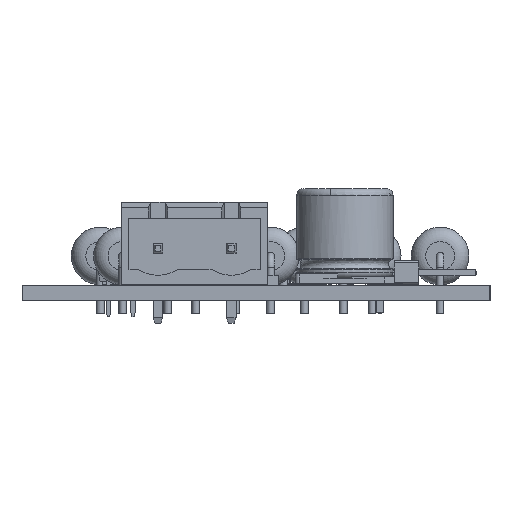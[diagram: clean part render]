
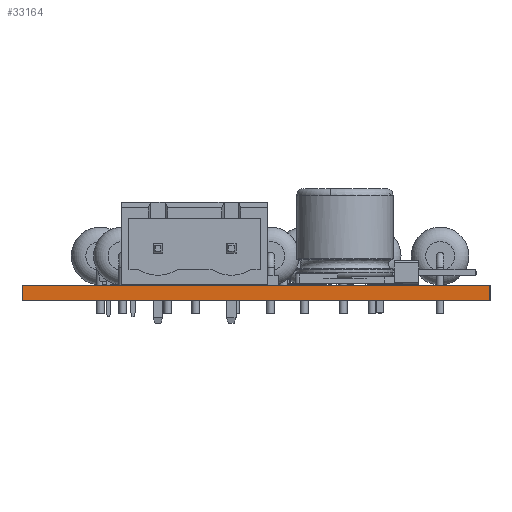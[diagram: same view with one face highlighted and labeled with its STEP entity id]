
A CAD part, left-side view. The second image highlights one B-rep face of the part: STEP entity #33164.
In plain terms, the highlighted planar face has unit normal (-1, 0, 0).
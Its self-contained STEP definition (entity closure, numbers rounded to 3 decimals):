
#32983 = PLANE('',#32984);
#32984 = AXIS2_PLACEMENT_3D('',#32985,#32986,#32987);
#32985 = CARTESIAN_POINT('',(182.016,-135.026,0.));
#32986 = DIRECTION('',(0.,-1.,0.));
#32987 = DIRECTION('',(-1.,0.,0.));
#33008 = VERTEX_POINT('',#33009);
#33009 = CARTESIAN_POINT('',(66.548,-135.026,1.6));
#33023 = PLANE('',#33024);
#33024 = AXIS2_PLACEMENT_3D('',#33025,#33026,#33027);
#33025 = CARTESIAN_POINT('',(124.282,-110.719,1.6));
#33026 = DIRECTION('',(0.,0.,-1.));
#33027 = DIRECTION('',(-1.,0.,0.));
#33035 = EDGE_CURVE('',#33036,#33008,#33038,.T.);
#33036 = VERTEX_POINT('',#33037);
#33037 = CARTESIAN_POINT('',(66.548,-135.026,0.));
#33038 = SURFACE_CURVE('',#33039,(#33043,#33050),.PCURVE_S1.);
#33039 = LINE('',#33040,#33041);
#33040 = CARTESIAN_POINT('',(66.548,-135.026,0.));
#33041 = VECTOR('',#33042,1.);
#33042 = DIRECTION('',(0.,0.,1.));
#33043 = PCURVE('',#32983,#33044);
#33044 = DEFINITIONAL_REPRESENTATION('',(#33045),#33049);
#33045 = LINE('',#33046,#33047);
#33046 = CARTESIAN_POINT('',(115.468,0.));
#33047 = VECTOR('',#33048,1.);
#33048 = DIRECTION('',(0.,-1.));
#33049 = ( GEOMETRIC_REPRESENTATION_CONTEXT(2) 
PARAMETRIC_REPRESENTATION_CONTEXT() REPRESENTATION_CONTEXT('2D SPACE',''
  ) );
#33050 = PCURVE('',#33051,#33056);
#33051 = PLANE('',#33052);
#33052 = AXIS2_PLACEMENT_3D('',#33053,#33054,#33055);
#33053 = CARTESIAN_POINT('',(66.548,-135.026,0.));
#33054 = DIRECTION('',(-1.,0.,0.));
#33055 = DIRECTION('',(0.,1.,0.));
#33056 = DEFINITIONAL_REPRESENTATION('',(#33057),#33061);
#33057 = LINE('',#33058,#33059);
#33058 = CARTESIAN_POINT('',(0.,0.));
#33059 = VECTOR('',#33060,1.);
#33060 = DIRECTION('',(0.,-1.));
#33061 = ( GEOMETRIC_REPRESENTATION_CONTEXT(2) 
PARAMETRIC_REPRESENTATION_CONTEXT() REPRESENTATION_CONTEXT('2D SPACE',''
  ) );
#33077 = PLANE('',#33078);
#33078 = AXIS2_PLACEMENT_3D('',#33079,#33080,#33081);
#33079 = CARTESIAN_POINT('',(124.282,-110.719,0.));
#33080 = DIRECTION('',(0.,0.,-1.));
#33081 = DIRECTION('',(-1.,0.,0.));
#33110 = PLANE('',#33111);
#33111 = AXIS2_PLACEMENT_3D('',#33112,#33113,#33114);
#33112 = CARTESIAN_POINT('',(66.548,-86.411,0.));
#33113 = DIRECTION('',(0.,1.,0.));
#33114 = DIRECTION('',(1.,0.,0.));
#33164 = ADVANCED_FACE('',(#33165),#33051,.T.);
#33165 = FACE_BOUND('',#33166,.T.);
#33166 = EDGE_LOOP('',(#33167,#33168,#33191,#33214));
#33167 = ORIENTED_EDGE('',*,*,#33035,.T.);
#33168 = ORIENTED_EDGE('',*,*,#33169,.T.);
#33169 = EDGE_CURVE('',#33008,#33170,#33172,.T.);
#33170 = VERTEX_POINT('',#33171);
#33171 = CARTESIAN_POINT('',(66.548,-86.411,1.6));
#33172 = SURFACE_CURVE('',#33173,(#33177,#33184),.PCURVE_S1.);
#33173 = LINE('',#33174,#33175);
#33174 = CARTESIAN_POINT('',(66.548,-135.026,1.6));
#33175 = VECTOR('',#33176,1.);
#33176 = DIRECTION('',(0.,1.,0.));
#33177 = PCURVE('',#33051,#33178);
#33178 = DEFINITIONAL_REPRESENTATION('',(#33179),#33183);
#33179 = LINE('',#33180,#33181);
#33180 = CARTESIAN_POINT('',(0.,-1.6));
#33181 = VECTOR('',#33182,1.);
#33182 = DIRECTION('',(1.,0.));
#33183 = ( GEOMETRIC_REPRESENTATION_CONTEXT(2) 
PARAMETRIC_REPRESENTATION_CONTEXT() REPRESENTATION_CONTEXT('2D SPACE',''
  ) );
#33184 = PCURVE('',#33023,#33185);
#33185 = DEFINITIONAL_REPRESENTATION('',(#33186),#33190);
#33186 = LINE('',#33187,#33188);
#33187 = CARTESIAN_POINT('',(57.734,-24.308));
#33188 = VECTOR('',#33189,1.);
#33189 = DIRECTION('',(0.,1.));
#33190 = ( GEOMETRIC_REPRESENTATION_CONTEXT(2) 
PARAMETRIC_REPRESENTATION_CONTEXT() REPRESENTATION_CONTEXT('2D SPACE',''
  ) );
#33191 = ORIENTED_EDGE('',*,*,#33192,.F.);
#33192 = EDGE_CURVE('',#33193,#33170,#33195,.T.);
#33193 = VERTEX_POINT('',#33194);
#33194 = CARTESIAN_POINT('',(66.548,-86.411,0.));
#33195 = SURFACE_CURVE('',#33196,(#33200,#33207),.PCURVE_S1.);
#33196 = LINE('',#33197,#33198);
#33197 = CARTESIAN_POINT('',(66.548,-86.411,0.));
#33198 = VECTOR('',#33199,1.);
#33199 = DIRECTION('',(0.,0.,1.));
#33200 = PCURVE('',#33051,#33201);
#33201 = DEFINITIONAL_REPRESENTATION('',(#33202),#33206);
#33202 = LINE('',#33203,#33204);
#33203 = CARTESIAN_POINT('',(48.616,0.));
#33204 = VECTOR('',#33205,1.);
#33205 = DIRECTION('',(0.,-1.));
#33206 = ( GEOMETRIC_REPRESENTATION_CONTEXT(2) 
PARAMETRIC_REPRESENTATION_CONTEXT() REPRESENTATION_CONTEXT('2D SPACE',''
  ) );
#33207 = PCURVE('',#33110,#33208);
#33208 = DEFINITIONAL_REPRESENTATION('',(#33209),#33213);
#33209 = LINE('',#33210,#33211);
#33210 = CARTESIAN_POINT('',(0.,0.));
#33211 = VECTOR('',#33212,1.);
#33212 = DIRECTION('',(0.,-1.));
#33213 = ( GEOMETRIC_REPRESENTATION_CONTEXT(2) 
PARAMETRIC_REPRESENTATION_CONTEXT() REPRESENTATION_CONTEXT('2D SPACE',''
  ) );
#33214 = ORIENTED_EDGE('',*,*,#33215,.F.);
#33215 = EDGE_CURVE('',#33036,#33193,#33216,.T.);
#33216 = SURFACE_CURVE('',#33217,(#33221,#33228),.PCURVE_S1.);
#33217 = LINE('',#33218,#33219);
#33218 = CARTESIAN_POINT('',(66.548,-135.026,0.));
#33219 = VECTOR('',#33220,1.);
#33220 = DIRECTION('',(0.,1.,0.));
#33221 = PCURVE('',#33051,#33222);
#33222 = DEFINITIONAL_REPRESENTATION('',(#33223),#33227);
#33223 = LINE('',#33224,#33225);
#33224 = CARTESIAN_POINT('',(0.,0.));
#33225 = VECTOR('',#33226,1.);
#33226 = DIRECTION('',(1.,0.));
#33227 = ( GEOMETRIC_REPRESENTATION_CONTEXT(2) 
PARAMETRIC_REPRESENTATION_CONTEXT() REPRESENTATION_CONTEXT('2D SPACE',''
  ) );
#33228 = PCURVE('',#33077,#33229);
#33229 = DEFINITIONAL_REPRESENTATION('',(#33230),#33234);
#33230 = LINE('',#33231,#33232);
#33231 = CARTESIAN_POINT('',(57.734,-24.308));
#33232 = VECTOR('',#33233,1.);
#33233 = DIRECTION('',(0.,1.));
#33234 = ( GEOMETRIC_REPRESENTATION_CONTEXT(2) 
PARAMETRIC_REPRESENTATION_CONTEXT() REPRESENTATION_CONTEXT('2D SPACE',''
  ) );
